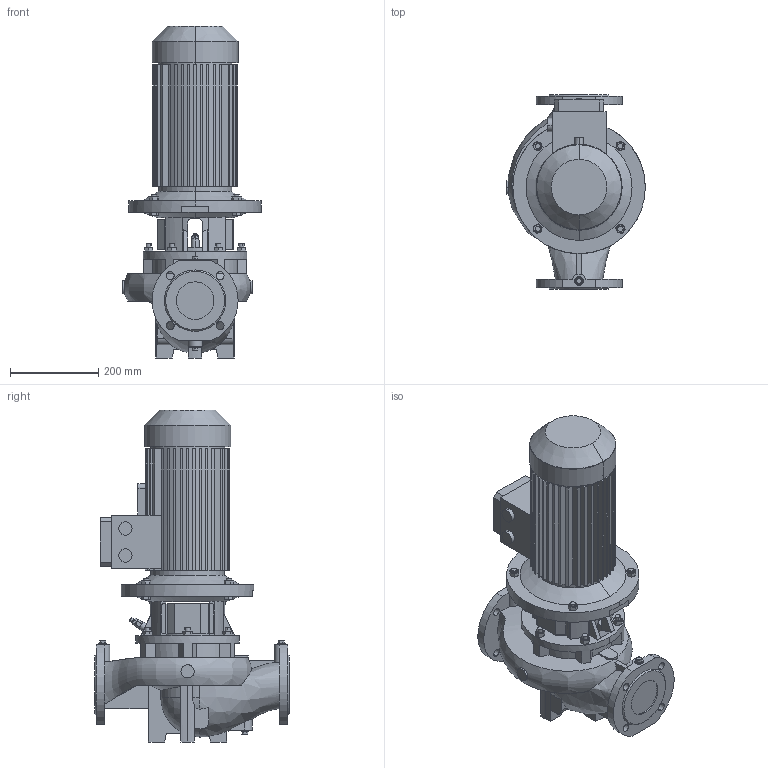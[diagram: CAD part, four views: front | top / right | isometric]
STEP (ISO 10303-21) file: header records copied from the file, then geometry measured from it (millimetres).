
FILE_DESCRIPTION (( 'STEP AP203' ), '1' );
FILE_NAME ('枅-313-000-313-015-01-12.step', '2025-02-11T17:08:34', ( 'adb' ), ( '' ), 'SwSTEP 2.0', 'SolidWorks 2016', '' );
FILE_SCHEMA (( 'CONFIG_CONTROL_DESIGN' ));
Length unit declared in the file: millimetre
Products named in the file (1): 枅-313-000-313-015-01-12
Bounding box: 314 x 440 x 752 mm (x, y, z)
Volume: 22516441.7 mm3; surface area: 1571931.7 mm2
Topology: 8 solids, 20 shells, 940 faces, 2421 edges, 1587 vertices
Faces by surface type: plane 500, cylinder 331, cone 96, bspline 8, sphere 5
Entity records: 33730 total; most frequent: CARTESIAN_POINT 10513, ORIENTED_EDGE 4838, DIRECTION 4792, EDGE_CURVE 2419, AXIS2_PLACEMENT_3D 1761, VERTEX_POINT 1587, LINE 1270, VECTOR 1270
